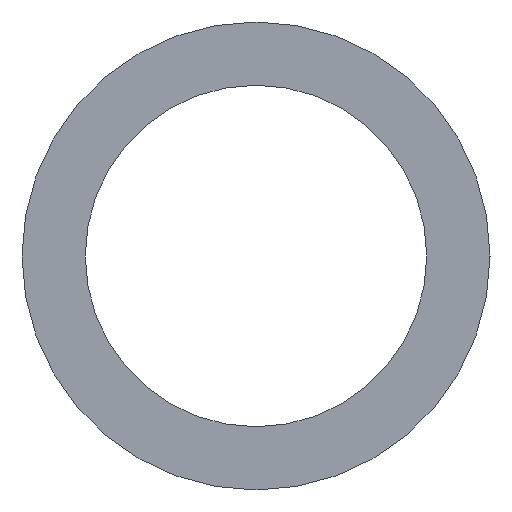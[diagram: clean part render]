
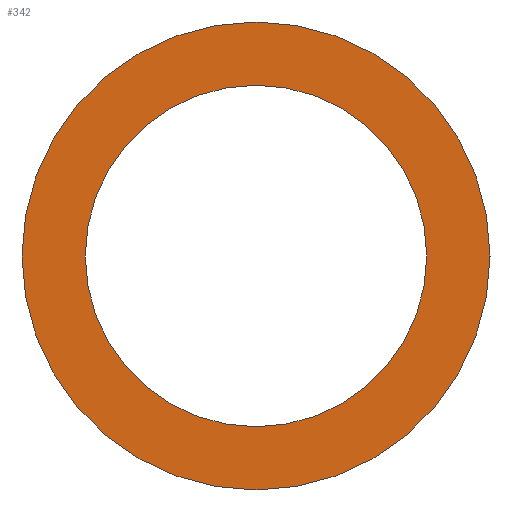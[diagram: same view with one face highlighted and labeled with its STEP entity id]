
A CAD part, left-side view. The second image highlights one B-rep face of the part: STEP entity #342.
In plain terms, the highlighted planar face has unit normal (-1, 0, 0).
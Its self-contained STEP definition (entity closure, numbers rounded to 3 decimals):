
#342=ADVANCED_FACE('',(#2369,#2370),#2368,.T.);
#2368=PLANE('',#6318);
#2369=FACE_OUTER_BOUND('',#6319,.T.);
#2370=FACE_BOUND('',#6320,.T.);
#6315=CARTESIAN_POINT('',(-112.,-108.727,-100.));
#6316=DIRECTION('',(-1.,0.,0.));
#6317=DIRECTION('',(0.,0.,1.));
#6318=AXIS2_PLACEMENT_3D('',#6315,#6316,#6317);
#6319=EDGE_LOOP('',(#7377,#7378));
#6320=EDGE_LOOP('',(#7379,#7380));
#7377=ORIENTED_EDGE('',*,*,#7889,.T.);
#7378=ORIENTED_EDGE('',*,*,#7890,.T.);
#7379=ORIENTED_EDGE('',*,*,#7891,.F.);
#7380=ORIENTED_EDGE('',*,*,#7892,.F.);
#7889=EDGE_CURVE('',#10537,#10538,#10539,.T.);
#7890=EDGE_CURVE('',#10538,#10537,#10545,.T.);
#7891=EDGE_CURVE('',#10551,#10552,#10553,.T.);
#7892=EDGE_CURVE('',#10552,#10551,#10559,.T.);
#10537=VERTEX_POINT('',#13041);
#10538=VERTEX_POINT('',#13042);
#10539=CIRCLE('',#13046,57.);
#10545=CIRCLE('',#13050,57.);
#10551=VERTEX_POINT('',#13051);
#10552=VERTEX_POINT('',#13052);
#10553=CIRCLE('',#13056,41.6);
#10559=CIRCLE('',#13060,41.6);
#13041=CARTESIAN_POINT('',(-112.,0.,81.));
#13042=CARTESIAN_POINT('',(-112.,0.,-33.));
#13043=CARTESIAN_POINT('',(-112.,0.,24.));
#13044=DIRECTION('',(-1.,0.,0.));
#13045=DIRECTION('',(0.,0.,1.));
#13046=AXIS2_PLACEMENT_3D('',#13043,#13044,#13045);
#13047=CARTESIAN_POINT('',(-112.,0.,24.));
#13048=DIRECTION('',(-1.,0.,0.));
#13049=DIRECTION('',(0.,0.,1.));
#13050=AXIS2_PLACEMENT_3D('',#13047,#13048,#13049);
#13051=CARTESIAN_POINT('',(-112.,0.,-17.6));
#13052=CARTESIAN_POINT('',(-112.,0.,65.6));
#13053=CARTESIAN_POINT('',(-112.,0.,24.));
#13054=DIRECTION('',(-1.,0.,0.));
#13055=DIRECTION('',(0.,0.,1.));
#13056=AXIS2_PLACEMENT_3D('',#13053,#13054,#13055);
#13057=CARTESIAN_POINT('',(-112.,0.,24.));
#13058=DIRECTION('',(-1.,0.,0.));
#13059=DIRECTION('',(0.,0.,1.));
#13060=AXIS2_PLACEMENT_3D('',#13057,#13058,#13059);
